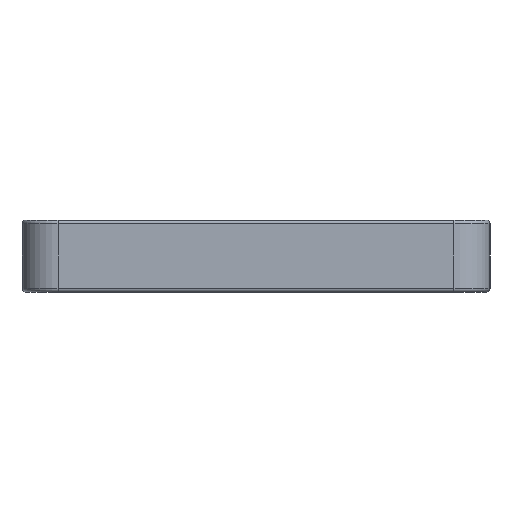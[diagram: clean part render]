
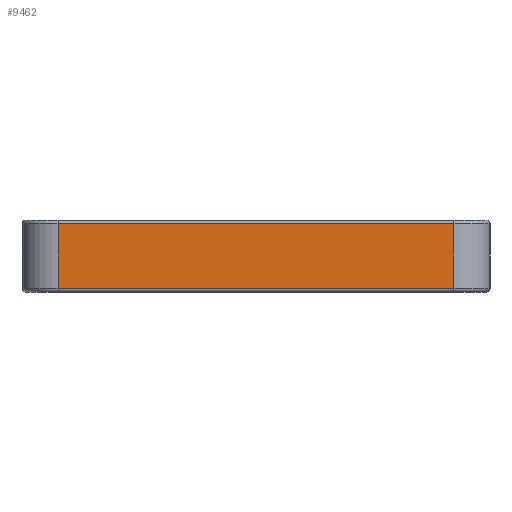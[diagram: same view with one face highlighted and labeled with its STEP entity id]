
A CAD part, left-side view. The second image highlights one B-rep face of the part: STEP entity #9462.
In plain terms, the highlighted planar face has unit normal (-1, 0, 0).
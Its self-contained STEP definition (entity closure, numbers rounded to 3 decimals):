
#85 = ORIENTED_EDGE ( 'NONE', *, *, #2948, .T. ) ;
#462 = FACE_OUTER_BOUND ( 'NONE', #1112, .T. ) ;
#1098 = VERTEX_POINT ( 'NONE', #7782 ) ;
#1112 = EDGE_LOOP ( 'NONE', ( #85, #2223, #3323, #1839 ) ) ;
#1123 = LINE ( 'NONE', #8156, #10526 ) ;
#1407 = VECTOR ( 'NONE', #5970, 1000. ) ;
#1506 = CARTESIAN_POINT ( 'NONE',  ( -110., 27.5, 9.5 ) ) ;
#1649 = LINE ( 'NONE', #2495, #2932 ) ;
#1839 = ORIENTED_EDGE ( 'NONE', *, *, #9616, .T. ) ;
#2223 = ORIENTED_EDGE ( 'NONE', *, *, #7194, .T. ) ;
#2232 = CARTESIAN_POINT ( 'NONE',  ( -110., -32.5, 10. ) ) ;
#2245 = VECTOR ( 'NONE', #3664, 1000. ) ;
#2495 = CARTESIAN_POINT ( 'NONE',  ( -110., 27.5, 10. ) ) ;
#2932 = VECTOR ( 'NONE', #4981, 1000. ) ;
#2948 = EDGE_CURVE ( 'NONE', #8733, #3400, #9113, .T. ) ;
#3323 = ORIENTED_EDGE ( 'NONE', *, *, #8971, .T. ) ;
#3400 = VERTEX_POINT ( 'NONE', #9066 ) ;
#3664 = DIRECTION ( 'NONE',  ( 0., 0., 1. ) ) ;
#4981 = DIRECTION ( 'NONE',  ( 0., 0., -1. ) ) ;
#5044 = CARTESIAN_POINT ( 'NONE',  ( -110., -27.5, 0.5 ) ) ;
#5970 = DIRECTION ( 'NONE',  ( 0., 1., 0. ) ) ;
#6415 = DIRECTION ( 'NONE',  ( 0., -1., 0. ) ) ;
#7062 = PLANE ( 'NONE',  #10114 ) ;
#7094 = DIRECTION ( 'NONE',  ( 1., 0., 0. ) ) ;
#7194 = EDGE_CURVE ( 'NONE', #3400, #7916, #8262, .T. ) ;
#7681 = CARTESIAN_POINT ( 'NONE',  ( -110., -27.5, 10. ) ) ;
#7782 = CARTESIAN_POINT ( 'NONE',  ( -110., 27.5, 0.5 ) ) ;
#7916 = VERTEX_POINT ( 'NONE', #1506 ) ;
#8156 = CARTESIAN_POINT ( 'NONE',  ( -110., -27.5, 0.5 ) ) ;
#8262 = LINE ( 'NONE', #8518, #1407 ) ;
#8518 = CARTESIAN_POINT ( 'NONE',  ( -110., -32.5, 9.5 ) ) ;
#8733 = VERTEX_POINT ( 'NONE', #5044 ) ;
#8837 = DIRECTION ( 'NONE',  ( 0., 0., -1. ) ) ;
#8971 = EDGE_CURVE ( 'NONE', #7916, #1098, #1649, .T. ) ;
#9066 = CARTESIAN_POINT ( 'NONE',  ( -110., -27.5, 9.5 ) ) ;
#9113 = LINE ( 'NONE', #7681, #2245 ) ;
#9462 = ADVANCED_FACE ( 'NONE', ( #462 ), #7062, .F. ) ;
#9616 = EDGE_CURVE ( 'NONE', #1098, #8733, #1123, .T. ) ;
#10114 = AXIS2_PLACEMENT_3D ( 'NONE', #2232, #7094, #8837 ) ;
#10526 = VECTOR ( 'NONE', #6415, 1000. ) ;
